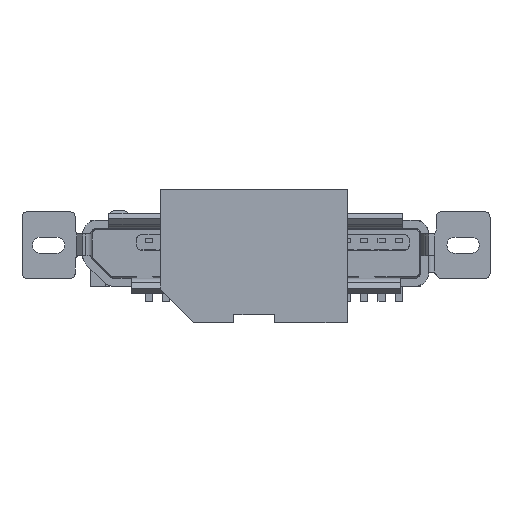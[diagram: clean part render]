
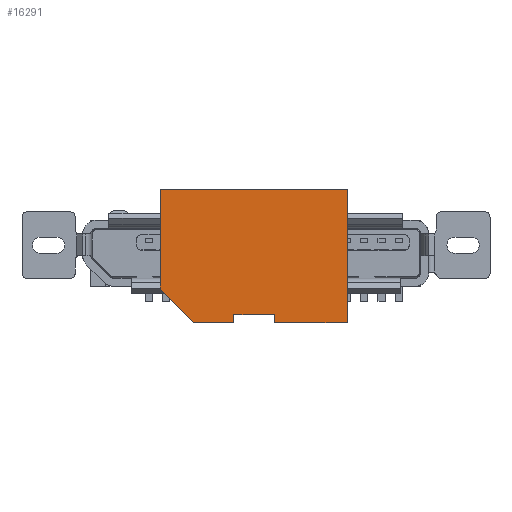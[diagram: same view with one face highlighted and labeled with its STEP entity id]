
A CAD part, front view. The second image highlights one B-rep face of the part: STEP entity #16291.
In plain terms, the highlighted face is planar.
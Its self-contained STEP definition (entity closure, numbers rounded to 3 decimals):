
#5518=ORIENTED_EDGE('',*,*,#7885,.F.);
#5519=ORIENTED_EDGE('',*,*,#7939,.F.);
#5520=ORIENTED_EDGE('',*,*,#7893,.F.);
#5521=ORIENTED_EDGE('',*,*,#7938,.F.);
#5522=ORIENTED_EDGE('',*,*,#7936,.F.);
#5523=ORIENTED_EDGE('',*,*,#7934,.F.);
#5524=ORIENTED_EDGE('',*,*,#7932,.F.);
#5525=ORIENTED_EDGE('',*,*,#7930,.F.);
#5526=ORIENTED_EDGE('',*,*,#7928,.F.);
#7885=EDGE_CURVE('',#9472,#9473,#11339,.T.);
#7893=EDGE_CURVE('',#9480,#9481,#11347,.T.);
#7928=EDGE_CURVE('',#9473,#9503,#11382,.T.);
#7930=EDGE_CURVE('',#9503,#9504,#11384,.T.);
#7932=EDGE_CURVE('',#9504,#9505,#11386,.T.);
#7934=EDGE_CURVE('',#9505,#9506,#11388,.T.);
#7936=EDGE_CURVE('',#9506,#9507,#11390,.T.);
#7938=EDGE_CURVE('',#9507,#9480,#11392,.T.);
#7939=EDGE_CURVE('',#9481,#9472,#11393,.T.);
#9472=VERTEX_POINT('',#26733);
#9473=VERTEX_POINT('',#26735);
#9480=VERTEX_POINT('',#26750);
#9481=VERTEX_POINT('',#26752);
#9503=VERTEX_POINT('',#26817);
#9504=VERTEX_POINT('',#26821);
#9505=VERTEX_POINT('',#26825);
#9506=VERTEX_POINT('',#26829);
#9507=VERTEX_POINT('',#26833);
#11339=LINE('',#26734,#13230);
#11347=LINE('',#26751,#13238);
#11382=LINE('',#26816,#13273);
#11384=LINE('',#26820,#13275);
#11386=LINE('',#26824,#13277);
#11388=LINE('',#26828,#13279);
#11390=LINE('',#26832,#13281);
#11392=LINE('',#26836,#13283);
#11393=LINE('',#26838,#13284);
#13230=VECTOR('',#21905,1000.);
#13238=VECTOR('',#21915,1000.);
#13273=VECTOR('',#21966,1000.);
#13275=VECTOR('',#21970,1000.);
#13277=VECTOR('',#21974,1000.);
#13279=VECTOR('',#21978,1000.);
#13281=VECTOR('',#21982,1000.);
#13283=VECTOR('',#21986,1000.);
#13284=VECTOR('',#21989,1000.);
#14122=EDGE_LOOP('',(#5518,#5519,#5520,#5521,#5522,#5523,#5524,#5525,#5526));
#14959=FACE_BOUND('',#14122,.T.);
#15507=PLANE('',#17600);
#16291=ADVANCED_FACE('',(#14959),#15507,.F.);
#17600=AXIS2_PLACEMENT_3D('',#26839,#21990,#21991);
#21905=DIRECTION('',(0.,-1.,0.));
#21915=DIRECTION('',(0.,1.,0.));
#21966=DIRECTION('',(-1.,0.,0.));
#21970=DIRECTION('',(0.,1.,0.));
#21974=DIRECTION('',(-1.,0.,0.));
#21978=DIRECTION('',(0.,-1.,0.));
#21982=DIRECTION('',(-1.,0.,0.));
#21986=DIRECTION('',(-0.707,0.707,0.));
#21989=DIRECTION('',(1.,0.,0.));
#21990=DIRECTION('',(0.,0.,-1.));
#21991=DIRECTION('',(-1.,0.,0.));
#26733=CARTESIAN_POINT('',(3.475,2.475,0.5));
#26734=CARTESIAN_POINT('',(3.475,2.475,0.5));
#26735=CARTESIAN_POINT('',(3.475,-2.475,0.5));
#26750=CARTESIAN_POINT('',(-3.475,-1.226,0.5));
#26751=CARTESIAN_POINT('',(-3.475,-1.226,0.5));
#26752=CARTESIAN_POINT('',(-3.475,2.475,0.5));
#26816=CARTESIAN_POINT('',(3.475,-2.475,0.5));
#26817=CARTESIAN_POINT('',(0.765,-2.475,0.5));
#26820=CARTESIAN_POINT('',(0.765,-2.175,0.5));
#26821=CARTESIAN_POINT('',(0.765,-2.175,0.5));
#26824=CARTESIAN_POINT('',(-0.735,-2.175,0.5));
#26825=CARTESIAN_POINT('',(-0.735,-2.175,0.5));
#26828=CARTESIAN_POINT('',(-0.735,-2.475,0.5));
#26829=CARTESIAN_POINT('',(-0.735,-2.475,0.5));
#26832=CARTESIAN_POINT('',(-0.735,-2.475,0.5));
#26833=CARTESIAN_POINT('',(-2.226,-2.475,0.5));
#26836=CARTESIAN_POINT('',(-3.475,-1.226,0.5));
#26838=CARTESIAN_POINT('',(-3.475,2.475,0.5));
#26839=CARTESIAN_POINT('',(0.,0.,0.5));
